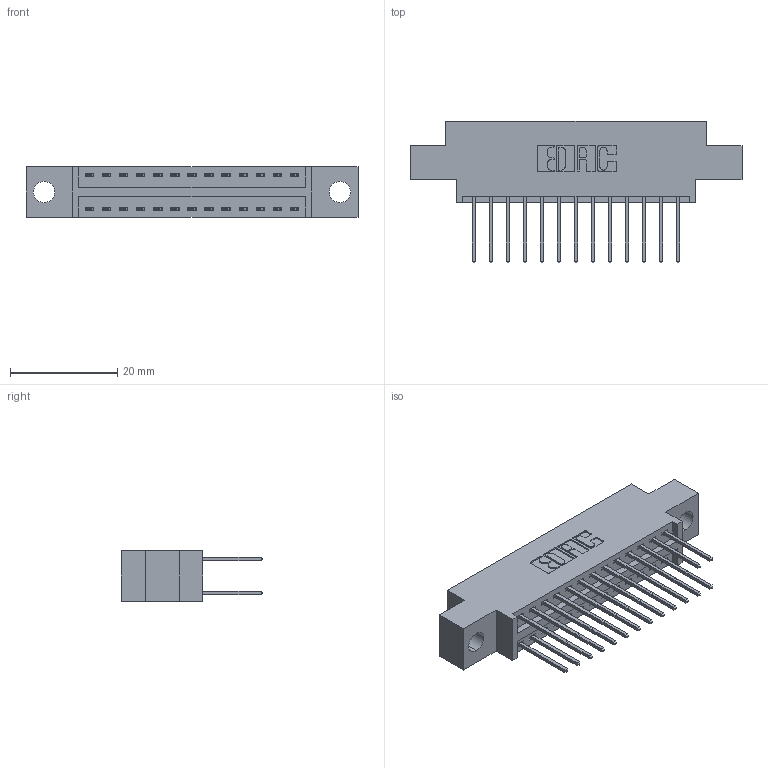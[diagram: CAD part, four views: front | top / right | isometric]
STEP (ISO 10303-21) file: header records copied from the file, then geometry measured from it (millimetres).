
FILE_DESCRIPTION (( 'STEP AP203' ), '1' );
FILE_NAME ('346-026-522-804.STEP', '2022-05-19T01:32:47', ( '' ), ( '' ), 'SwSTEP 2.0', 'SolidWorks 2020', '' );
FILE_SCHEMA (( 'CONFIG_CONTROL_DESIGN' ));
Length unit declared in the file: inch
Products named in the file (3): 345-292-001_345-293-122; 346-026-522-804; 346 Part_0.170 Offset - 0.156 Dia-TH
Assembly tree (27 placements, depth 2):
  346-026-522-804
    346 Part_0.170 Offset - 0.156 Dia-TH
    345-292-001_345-293-122  x26
Bounding box: 61.85 x 26.42 x 9.4 mm (x, y, z)
Volume: 5611.9 mm3; surface area: 7594.4 mm2
Topology: 27 solids, 27 shells, 1492 faces, 4407 edges, 2902 vertices
Faces by surface type: plane 1004, cylinder 488
Entity records: 12957 total; most frequent: CARTESIAN_POINT 2182, ORIENTED_EDGE 2114, DIRECTION 1973, EDGE_CURVE 1057, LINE 873, VECTOR 873, VERTEX_POINT 702, AXIS2_PLACEMENT_3D 550
